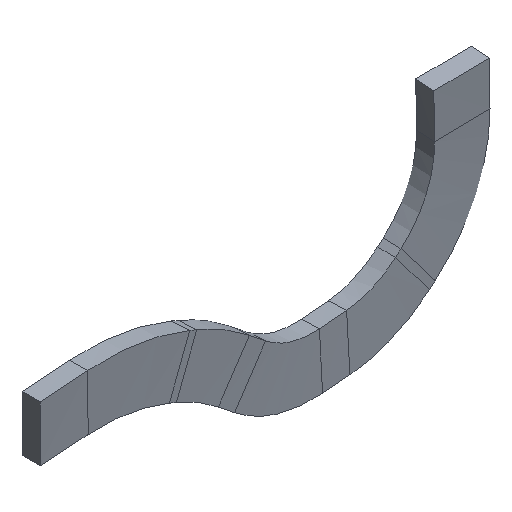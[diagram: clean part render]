
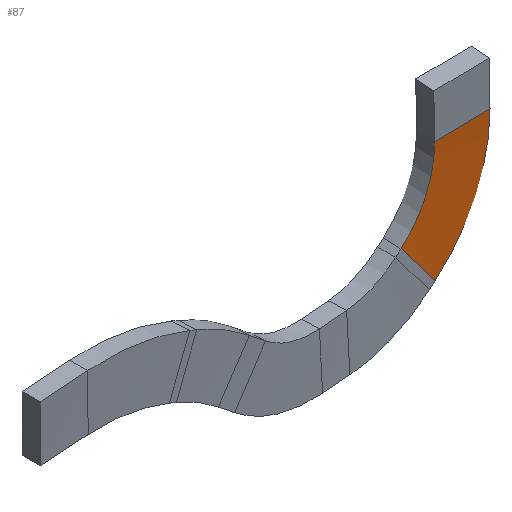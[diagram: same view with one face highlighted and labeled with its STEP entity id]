
A CAD part, isometric view. The second image highlights one B-rep face of the part: STEP entity #87.
In plain terms, the highlighted free-form (B-spline) face has degree [1, 3] with [2, 6] control points.
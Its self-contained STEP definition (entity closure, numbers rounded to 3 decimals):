
#31 = CARTESIAN_POINT ( 'NONE',  ( 78.039, 65.586, 35.212 ) ) ;
#44 = ORIENTED_EDGE ( 'NONE', *, *, #1385, .F. ) ;
#47 = EDGE_CURVE ( 'NONE', #543, #126, #1034, .T. ) ;
#50 = CARTESIAN_POINT ( 'NONE',  ( 83.168, 65.348, 20.702 ) ) ;
#66 = CARTESIAN_POINT ( 'NONE',  ( 71.889, 65.129, 22.83 ) ) ;
#87 = ADVANCED_FACE ( 'NONE', ( #143 ), #575, .T. ) ;
#126 = VERTEX_POINT ( 'NONE', #66 ) ;
#130 = DIRECTION ( 'NONE',  ( -1., 0.001, -0.016 ) ) ;
#136 = CARTESIAN_POINT ( 'NONE',  ( 71.889, 65.129, 22.83 ) ) ;
#139 = CARTESIAN_POINT ( 'NONE',  ( 87.472, 65.595, 31.502 ) ) ;
#143 = FACE_OUTER_BOUND ( 'NONE', #811, .T. ) ;
#154 = EDGE_CURVE ( 'NONE', #1000, #126, #1096, .T. ) ;
#183 = ORIENTED_EDGE ( 'NONE', *, *, #154, .F. ) ;
#387 = LINE ( 'NONE', #1388, #1400 ) ;
#407 = CARTESIAN_POINT ( 'NONE',  ( 71.889, 65.129, 22.83 ) ) ;
#428 = ORIENTED_EDGE ( 'NONE', *, *, #47, .T. ) ;
#471 = CARTESIAN_POINT ( 'NONE',  ( 71.889, 65.129, 22.83 ) ) ;
#498 = CARTESIAN_POINT ( 'NONE',  ( 86.587, 65.547, 27.631 ) ) ;
#509 = CARTESIAN_POINT ( 'NONE',  ( 87.418, 65.58, 35.366 ) ) ;
#512 = DIRECTION ( 'NONE',  ( -0.602, 0.013, 0.798 ) ) ;
#542 = CARTESIAN_POINT ( 'NONE',  ( 77.536, 65.008, 15.34 ) ) ;
#543 = VERTEX_POINT ( 'NONE', #955 ) ;
#575 = B_SPLINE_SURFACE_WITH_KNOTS ( 'NONE', 1, 3, ( 
 ( #1063, #1071, #594, #50, #961, #814 ),
 ( #930, #1048, #1257, #939, #953, #136 ) ),
 .UNSPECIFIED., .F., .F., .F.,
 ( 2, 2 ),
 ( 4, 2, 4 ),
 ( 0., 1. ),
 ( 0.075, 0.169, 0.263 ),
 .UNSPECIFIED. ) ;
#594 = CARTESIAN_POINT ( 'NONE',  ( 86.587, 65.547, 27.631 ) ) ;
#607 = CARTESIAN_POINT ( 'NONE',  ( 80.627, 65.195, 17.657 ) ) ;
#615 = CARTESIAN_POINT ( 'NONE',  ( 77.536, 65.008, 15.34 ) ) ;
#730 = CARTESIAN_POINT ( 'NONE',  ( 75.385, 65.374, 26.14 ) ) ;
#768 = CARTESIAN_POINT ( 'NONE',  ( 87.418, 65.58, 35.366 ) ) ;
#811 = EDGE_LOOP ( 'NONE', ( #183, #44, #1067, #428 ) ) ;
#814 = CARTESIAN_POINT ( 'NONE',  ( 77.536, 65.008, 15.34 ) ) ;
#829 = EDGE_CURVE ( 'NONE', #1355, #543, #387, .T. ) ;
#831 = CARTESIAN_POINT ( 'NONE',  ( 73.804, 65.261, 24.262 ) ) ;
#930 = CARTESIAN_POINT ( 'NONE',  ( 78.039, 65.586, 35.212 ) ) ;
#939 = CARTESIAN_POINT ( 'NONE',  ( 75.385, 65.374, 26.14 ) ) ;
#953 = CARTESIAN_POINT ( 'NONE',  ( 73.804, 65.261, 24.262 ) ) ;
#955 = CARTESIAN_POINT ( 'NONE',  ( 78.039, 65.586, 35.212 ) ) ;
#961 = CARTESIAN_POINT ( 'NONE',  ( 80.627, 65.195, 17.657 ) ) ;
#1000 = VERTEX_POINT ( 'NONE', #542 ) ;
#1034 = B_SPLINE_CURVE_WITH_KNOTS ( 'NONE', 3,
 ( #31, #1167, #1056, #730, #831, #471 ),
 .UNSPECIFIED., .F., .F.,
 ( 4, 2, 4 ),
 ( 0.075, 0.169, 0.263 ),
 .UNSPECIFIED. ) ;
#1048 = CARTESIAN_POINT ( 'NONE',  ( 78.071, 65.579, 32.82 ) ) ;
#1051 = CARTESIAN_POINT ( 'NONE',  ( 83.168, 65.348, 20.702 ) ) ;
#1056 = CARTESIAN_POINT ( 'NONE',  ( 77.513, 65.531, 30.425 ) ) ;
#1063 = CARTESIAN_POINT ( 'NONE',  ( 87.418, 65.58, 35.366 ) ) ;
#1067 = ORIENTED_EDGE ( 'NONE', *, *, #829, .T. ) ;
#1071 = CARTESIAN_POINT ( 'NONE',  ( 87.472, 65.595, 31.502 ) ) ;
#1096 = LINE ( 'NONE', #407, #1120 ) ;
#1120 = VECTOR ( 'NONE', #512, 1000. ) ;
#1148 = B_SPLINE_CURVE_WITH_KNOTS ( 'NONE', 3,
 ( #509, #139, #498, #1051, #607, #615 ),
 .UNSPECIFIED., .F., .F.,
 ( 4, 2, 4 ),
 ( 0.075, 0.169, 0.263 ),
 .UNSPECIFIED. ) ;
#1167 = CARTESIAN_POINT ( 'NONE',  ( 78.071, 65.579, 32.82 ) ) ;
#1257 = CARTESIAN_POINT ( 'NONE',  ( 77.513, 65.531, 30.425 ) ) ;
#1355 = VERTEX_POINT ( 'NONE', #768 ) ;
#1385 = EDGE_CURVE ( 'NONE', #1355, #1000, #1148, .T. ) ;
#1388 = CARTESIAN_POINT ( 'NONE',  ( 78.039, 65.586, 35.212 ) ) ;
#1400 = VECTOR ( 'NONE', #130, 1000. ) ;
